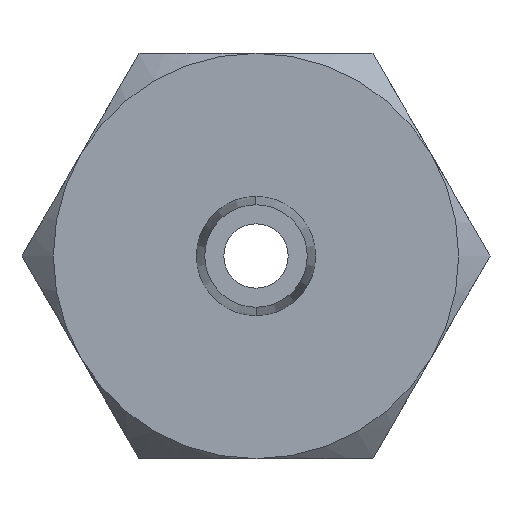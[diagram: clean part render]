
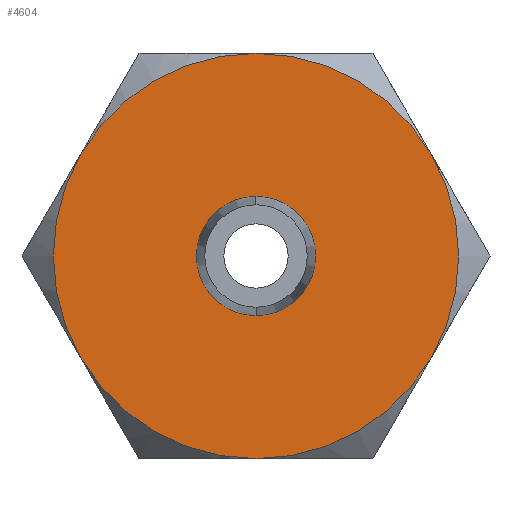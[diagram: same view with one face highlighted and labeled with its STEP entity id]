
A CAD part, left-side view. The second image highlights one B-rep face of the part: STEP entity #4604.
In plain terms, the highlighted planar face has unit normal (-1, 0, 0).
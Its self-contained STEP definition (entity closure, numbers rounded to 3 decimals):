
#76 = DIRECTION ( 'NONE',  ( -1., 0., 0. ) ) ;
#85 = VERTEX_POINT ( 'NONE', #4199 ) ;
#131 = EDGE_CURVE ( 'NONE', #85, #1230, #4854, .T. ) ;
#146 = DIRECTION ( 'NONE',  ( 0., 0., 1. ) ) ;
#159 = VERTEX_POINT ( 'NONE', #3308 ) ;
#298 = CARTESIAN_POINT ( 'NONE',  ( 10., 0., -8.5 ) ) ;
#303 = CARTESIAN_POINT ( 'NONE',  ( 10., 0., -2.5 ) ) ;
#311 = VERTEX_POINT ( 'NONE', #298 ) ;
#369 = DIRECTION ( 'NONE',  ( 0., 0., 1. ) ) ;
#536 = CARTESIAN_POINT ( 'NONE',  ( 10., 0., 0. ) ) ;
#544 = DIRECTION ( 'NONE',  ( 1., 0., 0. ) ) ;
#601 = CIRCLE ( 'NONE', #2436, 2.5 ) ;
#615 = DIRECTION ( 'NONE',  ( 0., 0., -1. ) ) ;
#840 = CIRCLE ( 'NONE', #3772, 8.5 ) ;
#857 = ORIENTED_EDGE ( 'NONE', *, *, #1743, .T. ) ;
#972 = DIRECTION ( 'NONE',  ( 1., 0., 0. ) ) ;
#1003 = CIRCLE ( 'NONE', #3936, 8.5 ) ;
#1086 = AXIS2_PLACEMENT_3D ( 'NONE', #1576, #1192, #4730 ) ;
#1177 = AXIS2_PLACEMENT_3D ( 'NONE', #1869, #4334, #3467 ) ;
#1192 = DIRECTION ( 'NONE',  ( 1., 0., 0. ) ) ;
#1230 = VERTEX_POINT ( 'NONE', #303 ) ;
#1293 = ORIENTED_EDGE ( 'NONE', *, *, #3297, .F. ) ;
#1360 = CARTESIAN_POINT ( 'NONE',  ( 10., -7.361, -4.25 ) ) ;
#1460 = CARTESIAN_POINT ( 'NONE',  ( 10., 0., 0. ) ) ;
#1494 = FACE_BOUND ( 'NONE', #2570, .T. ) ;
#1576 = CARTESIAN_POINT ( 'NONE',  ( 10., 0., 0. ) ) ;
#1636 = CARTESIAN_POINT ( 'NONE',  ( 10., 0., 0. ) ) ;
#1675 = CIRCLE ( 'NONE', #4864, 8.5 ) ;
#1738 = VERTEX_POINT ( 'NONE', #3115 ) ;
#1743 = EDGE_CURVE ( 'NONE', #3876, #1738, #840, .T. ) ;
#1812 = DIRECTION ( 'NONE',  ( -1., 0., 0. ) ) ;
#1869 = CARTESIAN_POINT ( 'NONE',  ( 10., 0., 0. ) ) ;
#1888 = VERTEX_POINT ( 'NONE', #3584 ) ;
#2095 = CIRCLE ( 'NONE', #3942, 8.5 ) ;
#2111 = EDGE_CURVE ( 'NONE', #311, #1888, #4192, .T. ) ;
#2212 = CARTESIAN_POINT ( 'NONE',  ( 10., 0., 0. ) ) ;
#2324 = ORIENTED_EDGE ( 'NONE', *, *, #131, .F. ) ;
#2350 = CIRCLE ( 'NONE', #3520, 8.5 ) ;
#2395 = EDGE_CURVE ( 'NONE', #3040, #311, #2095, .T. ) ;
#2436 = AXIS2_PLACEMENT_3D ( 'NONE', #3662, #76, #369 ) ;
#2570 = EDGE_LOOP ( 'NONE', ( #2324, #1293 ) ) ;
#2702 = PLANE ( 'NONE',  #1086 ) ;
#2890 = DIRECTION ( 'NONE',  ( 0., 0., -1. ) ) ;
#2995 = CARTESIAN_POINT ( 'NONE',  ( 10., 0., 0. ) ) ;
#3040 = VERTEX_POINT ( 'NONE', #1360 ) ;
#3098 = FACE_OUTER_BOUND ( 'NONE', #5015, .T. ) ;
#3115 = CARTESIAN_POINT ( 'NONE',  ( 10., 7.361, 4.25 ) ) ;
#3240 = ORIENTED_EDGE ( 'NONE', *, *, #2395, .F. ) ;
#3297 = EDGE_CURVE ( 'NONE', #1230, #85, #601, .T. ) ;
#3308 = CARTESIAN_POINT ( 'NONE',  ( 10., -7.361, 4.25 ) ) ;
#3316 = DIRECTION ( 'NONE',  ( 0., 0., -1. ) ) ;
#3366 = ORIENTED_EDGE ( 'NONE', *, *, #4311, .F. ) ;
#3373 = EDGE_CURVE ( 'NONE', #3876, #159, #2350, .T. ) ;
#3386 = CARTESIAN_POINT ( 'NONE',  ( 10., 0., 0. ) ) ;
#3467 = DIRECTION ( 'NONE',  ( 0., 0., -1. ) ) ;
#3520 = AXIS2_PLACEMENT_3D ( 'NONE', #536, #972, #2890 ) ;
#3584 = CARTESIAN_POINT ( 'NONE',  ( 10., 7.361, -4.25 ) ) ;
#3662 = CARTESIAN_POINT ( 'NONE',  ( 10., 0., 0. ) ) ;
#3761 = DIRECTION ( 'NONE',  ( 0., 0., -1. ) ) ;
#3772 = AXIS2_PLACEMENT_3D ( 'NONE', #1460, #5026, #4292 ) ;
#3822 = CARTESIAN_POINT ( 'NONE',  ( 10., 0., 8.5 ) ) ;
#3876 = VERTEX_POINT ( 'NONE', #3822 ) ;
#3936 = AXIS2_PLACEMENT_3D ( 'NONE', #1636, #544, #3316 ) ;
#3942 = AXIS2_PLACEMENT_3D ( 'NONE', #2995, #4202, #615 ) ;
#4192 = CIRCLE ( 'NONE', #1177, 8.5 ) ;
#4199 = CARTESIAN_POINT ( 'NONE',  ( 10., 0., 2.5 ) ) ;
#4202 = DIRECTION ( 'NONE',  ( 1., 0., 0. ) ) ;
#4292 = DIRECTION ( 'NONE',  ( 0., 0., 1. ) ) ;
#4311 = EDGE_CURVE ( 'NONE', #159, #3040, #1003, .T. ) ;
#4334 = DIRECTION ( 'NONE',  ( 1., 0., 0. ) ) ;
#4354 = ORIENTED_EDGE ( 'NONE', *, *, #4417, .F. ) ;
#4417 = EDGE_CURVE ( 'NONE', #1888, #1738, #1675, .T. ) ;
#4543 = ORIENTED_EDGE ( 'NONE', *, *, #3373, .F. ) ;
#4598 = DIRECTION ( 'NONE',  ( 1., 0., 0. ) ) ;
#4604 = ADVANCED_FACE ( 'NONE', ( #1494, #3098 ), #2702, .F. ) ;
#4714 = ORIENTED_EDGE ( 'NONE', *, *, #2111, .F. ) ;
#4730 = DIRECTION ( 'NONE',  ( 0., 0., -1. ) ) ;
#4854 = CIRCLE ( 'NONE', #5181, 2.5 ) ;
#4864 = AXIS2_PLACEMENT_3D ( 'NONE', #2212, #4598, #3761 ) ;
#5015 = EDGE_LOOP ( 'NONE', ( #4714, #3240, #3366, #4543, #857, #4354 ) ) ;
#5026 = DIRECTION ( 'NONE',  ( -1., 0., 0. ) ) ;
#5181 = AXIS2_PLACEMENT_3D ( 'NONE', #3386, #1812, #146 ) ;
